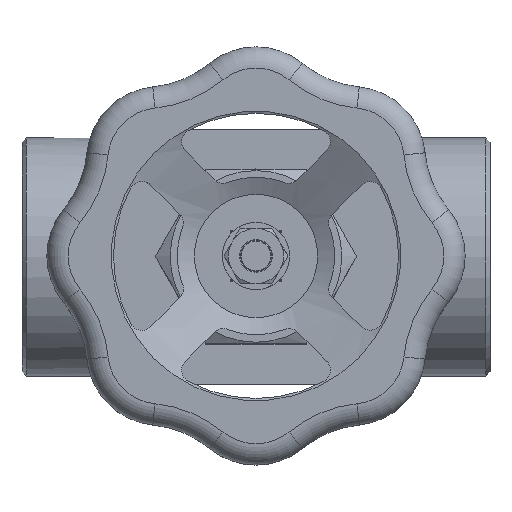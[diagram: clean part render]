
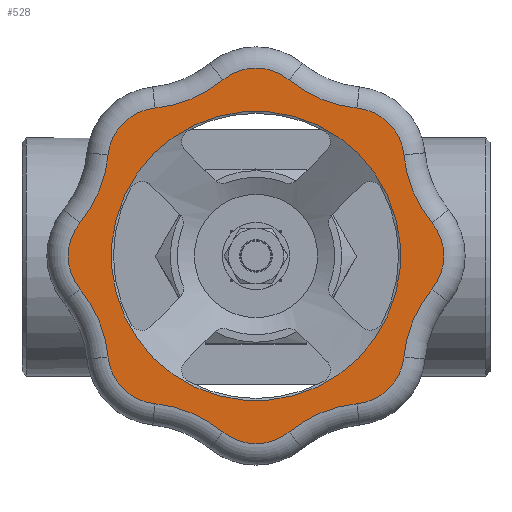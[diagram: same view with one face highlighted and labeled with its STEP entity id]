
A CAD part, top view. The second image highlights one B-rep face of the part: STEP entity #528.
In plain terms, the highlighted planar face has unit normal (0, 0, 1).
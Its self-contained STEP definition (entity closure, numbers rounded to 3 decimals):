
#528 = ADVANCED_FACE( '', ( #1164, #1165 ), #1166, .F. );
#1164 = FACE_OUTER_BOUND( '', #1880, .T. );
#1165 = FACE_BOUND( '', #1881, .T. );
#1166 = PLANE( '', #1882 );
#1880 = EDGE_LOOP( '', ( #3375, #3376, #3377, #3378, #3379, #3380, #3381, #3382, #3383, #3384, #3385, #3386, #3387, #3388, #3389, #3390 ) );
#1881 = EDGE_LOOP( '', ( #3391 ) );
#1882 = AXIS2_PLACEMENT_3D( '', #3392, #3393, #3394 );
#3375 = ORIENTED_EDGE( '', *, *, #4526, .T. );
#3376 = ORIENTED_EDGE( '', *, *, #4527, .T. );
#3377 = ORIENTED_EDGE( '', *, *, #4372, .T. );
#3378 = ORIENTED_EDGE( '', *, *, #4528, .T. );
#3379 = ORIENTED_EDGE( '', *, *, #4205, .T. );
#3380 = ORIENTED_EDGE( '', *, *, #3999, .T. );
#3381 = ORIENTED_EDGE( '', *, *, #4529, .T. );
#3382 = ORIENTED_EDGE( '', *, *, #4530, .T. );
#3383 = ORIENTED_EDGE( '', *, *, #4531, .T. );
#3384 = ORIENTED_EDGE( '', *, *, #4451, .T. );
#3385 = ORIENTED_EDGE( '', *, *, #3996, .T. );
#3386 = ORIENTED_EDGE( '', *, *, #4343, .T. );
#3387 = ORIENTED_EDGE( '', *, *, #4401, .T. );
#3388 = ORIENTED_EDGE( '', *, *, #4026, .T. );
#3389 = ORIENTED_EDGE( '', *, *, #4503, .T. );
#3390 = ORIENTED_EDGE( '', *, *, #4532, .T. );
#3391 = ORIENTED_EDGE( '', *, *, #4472, .T. );
#3392 = CARTESIAN_POINT( '', ( 31.9, 0., 154.566 ) );
#3393 = DIRECTION( '', ( 0., 0., -1. ) );
#3394 = DIRECTION( '', ( -1., 0., 0. ) );
#3996 = EDGE_CURVE( '', #4735, #4740, #4742, .T. );
#3999 = EDGE_CURVE( '', #4747, #4745, #4748, .T. );
#4026 = EDGE_CURVE( '', #4788, #4793, #4795, .T. );
#4205 = EDGE_CURVE( '', #5100, #4747, #5101, .T. );
#4343 = EDGE_CURVE( '', #4740, #5297, #5299, .T. );
#4372 = EDGE_CURVE( '', #5340, #5338, #5341, .T. );
#4401 = EDGE_CURVE( '', #5297, #4788, #5383, .T. );
#4451 = EDGE_CURVE( '', #5447, #4735, #5448, .T. );
#4472 = EDGE_CURVE( '', #5473, #5473, #5474, .T. );
#4503 = EDGE_CURVE( '', #4793, #5512, #5514, .T. );
#4526 = EDGE_CURVE( '', #5539, #5540, #5541, .T. );
#4527 = EDGE_CURVE( '', #5540, #5340, #5542, .T. );
#4528 = EDGE_CURVE( '', #5338, #5100, #5543, .T. );
#4529 = EDGE_CURVE( '', #4745, #5544, #5545, .T. );
#4530 = EDGE_CURVE( '', #5544, #5546, #5547, .T. );
#4531 = EDGE_CURVE( '', #5546, #5447, #5548, .T. );
#4532 = EDGE_CURVE( '', #5512, #5539, #5549, .T. );
#4735 = VERTEX_POINT( '', #5837 );
#4740 = VERTEX_POINT( '', #5842 );
#4742 = CIRCLE( '', #5844, 12.25 );
#4745 = VERTEX_POINT( '', #5847 );
#4747 = VERTEX_POINT( '', #5849 );
#4748 = CIRCLE( '', #5850, 29.8 );
#4788 = VERTEX_POINT( '', #5987 );
#4793 = VERTEX_POINT( '', #5992 );
#4795 = CIRCLE( '', #5994, 29.8 );
#5100 = VERTEX_POINT( '', #6779 );
#5101 = CIRCLE( '', #6780, 12.25 );
#5297 = VERTEX_POINT( '', #7285 );
#5299 = CIRCLE( '', #7287, 29.8 );
#5338 = VERTEX_POINT( '', #7439 );
#5340 = VERTEX_POINT( '', #7441 );
#5341 = CIRCLE( '', #7442, 12.25 );
#5383 = CIRCLE( '', #7531, 12.25 );
#5447 = VERTEX_POINT( '', #7667 );
#5448 = CIRCLE( '', #7668, 29.8 );
#5473 = VERTEX_POINT( '', #7729 );
#5474 = CIRCLE( '', #7730, 34. );
#5512 = VERTEX_POINT( '', #7896 );
#5514 = CIRCLE( '', #7898, 12.25 );
#5539 = VERTEX_POINT( '', #7939 );
#5540 = VERTEX_POINT( '', #7940 );
#5541 = CIRCLE( '', #7941, 12.25 );
#5542 = CIRCLE( '', #7942, 29.8 );
#5543 = CIRCLE( '', #7943, 29.8 );
#5544 = VERTEX_POINT( '', #7944 );
#5545 = CIRCLE( '', #7945, 12.25 );
#5546 = VERTEX_POINT( '', #7946 );
#5547 = CIRCLE( '', #7947, 29.8 );
#5548 = CIRCLE( '', #7948, 12.25 );
#5549 = CIRCLE( '', #7949, 29.8 );
#5837 = CARTESIAN_POINT( '', ( -23.757, 34.748, 154.566 ) );
#5842 = CARTESIAN_POINT( '', ( -34.748, 23.757, 154.566 ) );
#5844 = AXIS2_PLACEMENT_3D( '', #8305, #8306, #8307 );
#5847 = CARTESIAN_POINT( '', ( 34.748, 23.757, 154.566 ) );
#5849 = CARTESIAN_POINT( '', ( 41.369, 7.772, 154.566 ) );
#5850 = AXIS2_PLACEMENT_3D( '', #8311, #8312, #8313 );
#5987 = CARTESIAN_POINT( '', ( -41.369, -7.772, 154.566 ) );
#5992 = CARTESIAN_POINT( '', ( -34.748, -23.757, 154.566 ) );
#5994 = AXIS2_PLACEMENT_3D( '', #8355, #8356, #8357 );
#6779 = CARTESIAN_POINT( '', ( 41.369, -7.772, 154.566 ) );
#6780 = AXIS2_PLACEMENT_3D( '', #8582, #8583, #8584 );
#7285 = CARTESIAN_POINT( '', ( -41.369, 7.772, 154.566 ) );
#7287 = AXIS2_PLACEMENT_3D( '', #8740, #8741, #8742 );
#7439 = CARTESIAN_POINT( '', ( 34.748, -23.757, 154.566 ) );
#7441 = CARTESIAN_POINT( '', ( 23.757, -34.748, 154.566 ) );
#7442 = AXIS2_PLACEMENT_3D( '', #8775, #8776, #8777 );
#7531 = AXIS2_PLACEMENT_3D( '', #8816, #8817, #8818 );
#7667 = CARTESIAN_POINT( '', ( -7.772, 41.369, 154.566 ) );
#7668 = AXIS2_PLACEMENT_3D( '', #8885, #8886, #8887 );
#7729 = CARTESIAN_POINT( '', ( 24.042, 24.042, 154.566 ) );
#7730 = AXIS2_PLACEMENT_3D( '', #8904, #8905, #8906 );
#7896 = CARTESIAN_POINT( '', ( -23.757, -34.748, 154.566 ) );
#7898 = AXIS2_PLACEMENT_3D( '', #8929, #8930, #8931 );
#7939 = CARTESIAN_POINT( '', ( -7.772, -41.369, 154.566 ) );
#7940 = CARTESIAN_POINT( '', ( 7.772, -41.369, 154.566 ) );
#7941 = AXIS2_PLACEMENT_3D( '', #8953, #8954, #8955 );
#7942 = AXIS2_PLACEMENT_3D( '', #8956, #8957, #8958 );
#7943 = AXIS2_PLACEMENT_3D( '', #8959, #8960, #8961 );
#7944 = CARTESIAN_POINT( '', ( 23.757, 34.748, 154.566 ) );
#7945 = AXIS2_PLACEMENT_3D( '', #8962, #8963, #8964 );
#7946 = CARTESIAN_POINT( '', ( 7.772, 41.369, 154.566 ) );
#7947 = AXIS2_PLACEMENT_3D( '', #8965, #8966, #8967 );
#7948 = AXIS2_PLACEMENT_3D( '', #8968, #8969, #8970 );
#7949 = AXIS2_PLACEMENT_3D( '', #8971, #8972, #8973 );
#8305 = CARTESIAN_POINT( '', ( -22.557, 22.557, 154.566 ) );
#8306 = DIRECTION( '', ( 0., 0., 1. ) );
#8307 = DIRECTION( '', ( 0.707, 0.707, 0. ) );
#8311 = CARTESIAN_POINT( '', ( 64.404, 26.677, 154.566 ) );
#8312 = DIRECTION( '', ( 0., 0., -1. ) );
#8313 = DIRECTION( '', ( 0.707, 0.707, 0. ) );
#8355 = CARTESIAN_POINT( '', ( -64.404, -26.677, 154.566 ) );
#8356 = DIRECTION( '', ( 0., 0., -1. ) );
#8357 = DIRECTION( '', ( 0.707, 0.707, 0. ) );
#8582 = CARTESIAN_POINT( '', ( 31.9, 0., 154.566 ) );
#8583 = DIRECTION( '', ( 0., 0., 1. ) );
#8584 = DIRECTION( '', ( 0.707, 0.707, 0. ) );
#8740 = CARTESIAN_POINT( '', ( -64.404, 26.677, 154.566 ) );
#8741 = DIRECTION( '', ( 0., 0., -1. ) );
#8742 = DIRECTION( '', ( 0.707, 0.707, 0. ) );
#8775 = CARTESIAN_POINT( '', ( 22.557, -22.557, 154.566 ) );
#8776 = DIRECTION( '', ( 0., 0., 1. ) );
#8777 = DIRECTION( '', ( 0.707, 0.707, 0. ) );
#8816 = CARTESIAN_POINT( '', ( -31.9, 0., 154.566 ) );
#8817 = DIRECTION( '', ( 0., 0., 1. ) );
#8818 = DIRECTION( '', ( 0.707, 0.707, 0. ) );
#8885 = CARTESIAN_POINT( '', ( -26.677, 64.404, 154.566 ) );
#8886 = DIRECTION( '', ( 0., 0., -1. ) );
#8887 = DIRECTION( '', ( 0.707, 0.707, 0. ) );
#8904 = CARTESIAN_POINT( '', ( 0., 0., 154.566 ) );
#8905 = DIRECTION( '', ( 0., 0., -1. ) );
#8906 = DIRECTION( '', ( 0.707, 0.707, 0. ) );
#8929 = CARTESIAN_POINT( '', ( -22.557, -22.557, 154.566 ) );
#8930 = DIRECTION( '', ( 0., 0., 1. ) );
#8931 = DIRECTION( '', ( 0.707, 0.707, 0. ) );
#8953 = CARTESIAN_POINT( '', ( 0., -31.9, 154.566 ) );
#8954 = DIRECTION( '', ( 0., 0., 1. ) );
#8955 = DIRECTION( '', ( 0.707, 0.707, 0. ) );
#8956 = CARTESIAN_POINT( '', ( 26.677, -64.404, 154.566 ) );
#8957 = DIRECTION( '', ( 0., 0., -1. ) );
#8958 = DIRECTION( '', ( 0.707, 0.707, 0. ) );
#8959 = CARTESIAN_POINT( '', ( 64.404, -26.677, 154.566 ) );
#8960 = DIRECTION( '', ( 0., 0., -1. ) );
#8961 = DIRECTION( '', ( 0.707, 0.707, 0. ) );
#8962 = CARTESIAN_POINT( '', ( 22.557, 22.557, 154.566 ) );
#8963 = DIRECTION( '', ( 0., 0., 1. ) );
#8964 = DIRECTION( '', ( 0.707, 0.707, 0. ) );
#8965 = CARTESIAN_POINT( '', ( 26.677, 64.404, 154.566 ) );
#8966 = DIRECTION( '', ( 0., 0., -1. ) );
#8967 = DIRECTION( '', ( 0.707, 0.707, 0. ) );
#8968 = CARTESIAN_POINT( '', ( 0., 31.9, 154.566 ) );
#8969 = DIRECTION( '', ( 0., 0., 1. ) );
#8970 = DIRECTION( '', ( 0.707, 0.707, 0. ) );
#8971 = CARTESIAN_POINT( '', ( -26.677, -64.404, 154.566 ) );
#8972 = DIRECTION( '', ( 0., 0., -1. ) );
#8973 = DIRECTION( '', ( 0.707, 0.707, 0. ) );
